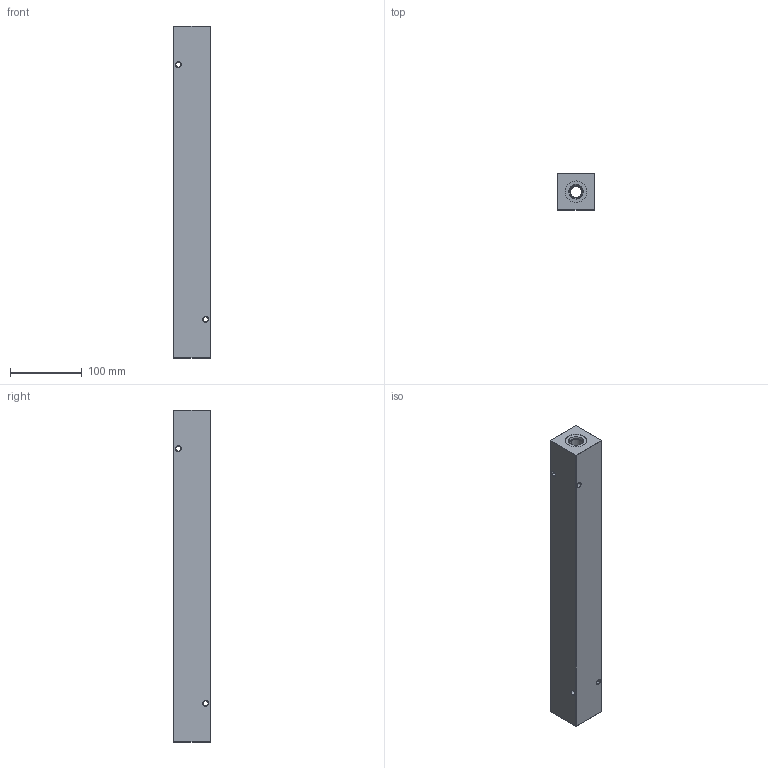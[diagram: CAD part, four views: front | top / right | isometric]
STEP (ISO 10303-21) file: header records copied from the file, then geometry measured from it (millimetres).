
FILE_DESCRIPTION (( 'STEP AP203' ), '1' );
FILE_NAME ('HM-9-90-S-8-8.STEP', '2020-11-09T21:52:52', ( '' ), ( '' ), 'SwSTEP 2.0', 'SolidWorks 2019', '' );
FILE_SCHEMA (( 'CONFIG_CONTROL_DESIGN' ));
Length unit declared in the file: inch
Products named in the file (1): HM-9-90-S-8-8
Bounding box: 50.8 x 50.8 x 463.55 mm (x, y, z)
Volume: 1004111.4 mm3; surface area: 136113.9 mm2
Topology: 1 solids, 1 shells, 794 faces, 2045 edges, 1299 vertices
Faces by surface type: plane 241, bspline 220, cylinder 170, cone 163
Entity records: 35270 total; most frequent: CARTESIAN_POINT 17671, ORIENTED_EDGE 4090, DIRECTION 2881, EDGE_CURVE 2045, VERTEX_POINT 1299, AXIS2_PLACEMENT_3D 969, LINE 943, VECTOR 943
